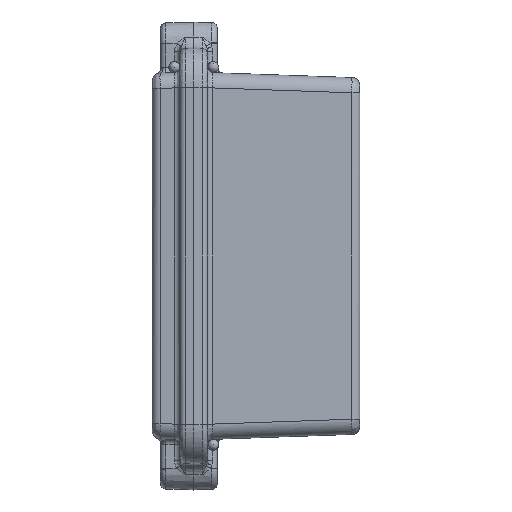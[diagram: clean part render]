
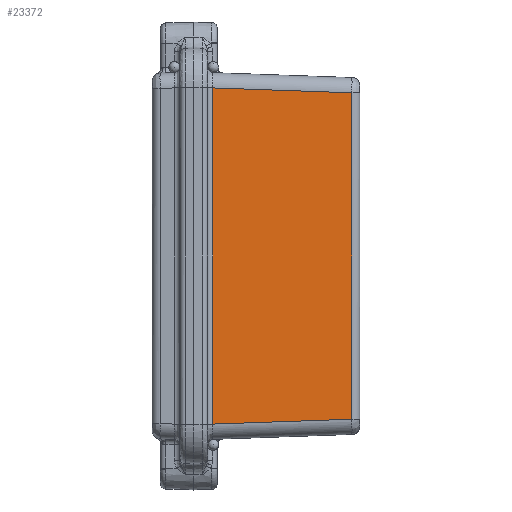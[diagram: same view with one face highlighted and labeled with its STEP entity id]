
A CAD part, left-side view. The second image highlights one B-rep face of the part: STEP entity #23372.
In plain terms, the highlighted planar face has unit normal (-0.999, -0.035, 0).
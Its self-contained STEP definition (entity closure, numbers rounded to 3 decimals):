
#225 = FACE_OUTER_BOUND ( 'NONE', #23375, .T. ) ;
#256 = DIRECTION ( 'NONE',  ( 0., 0., -1. ) ) ;
#257 = DIRECTION ( 'NONE',  ( -0.999, -0.035, 0. ) ) ;
#258 = CARTESIAN_POINT ( 'NONE',  ( -91.193, -5.927, 63.088 ) ) ;
#260 = AXIS2_PLACEMENT_3D ( 'NONE', #258, #257, #256 ) ;
#261 = PLANE ( 'NONE',  #260 ) ;
#511 = CARTESIAN_POINT ( 'NONE',  ( -91.158, -6.93, 0. ) ) ;
#512 = LINE ( 'NONE', #511, #560 ) ;
#555 = DIRECTION ( 'NONE',  ( 0.035, -0.999, 0.035 ) ) ;
#556 = VECTOR ( 'NONE', #555, 1000. ) ;
#557 = CARTESIAN_POINT ( 'NONE',  ( -90.284, -31.963, -59.787 ) ) ;
#558 = LINE ( 'NONE', #557, #556 ) ;
#559 = DIRECTION ( 'NONE',  ( 0., 0., 1. ) ) ;
#560 = VECTOR ( 'NONE', #559, 1000. ) ;
#23133 = EDGE_CURVE ( 'NONE', #23227, #23262, #42591, .T. ) ;
#23227 = VERTEX_POINT ( 'NONE', #42963 ) ;
#23262 = VERTEX_POINT ( 'NONE', #43054 ) ;
#23276 = ORIENTED_EDGE ( 'NONE', *, *, #23133, .T. ) ;
#23277 = ORIENTED_EDGE ( 'NONE', *, *, #23278, .T. ) ;
#23278 = EDGE_CURVE ( 'NONE', #23262, #23280, #43117, .T. ) ;
#23280 = VERTEX_POINT ( 'NONE', #43113 ) ;
#23282 = VERTEX_POINT ( 'NONE', #43111 ) ;
#23372 = ADVANCED_FACE ( 'NONE', ( #225 ), #261, .T. ) ;
#23375 = EDGE_LOOP ( 'NONE', ( #23276, #23277, #23527, #23529 ) ) ;
#23527 = ORIENTED_EDGE ( 'NONE', *, *, #23528, .F. ) ;
#23528 = EDGE_CURVE ( 'NONE', #23282, #23280, #512, .T. ) ;
#23529 = ORIENTED_EDGE ( 'NONE', *, *, #23534, .T. ) ;
#23534 = EDGE_CURVE ( 'NONE', #23282, #23227, #558, .T. ) ;
#42586 = DIRECTION ( 'NONE',  ( 0., 0., 1. ) ) ;
#42588 = VECTOR ( 'NONE', #42586, 1000. ) ;
#42589 = CARTESIAN_POINT ( 'NONE',  ( -89.406, -57.105, 0. ) ) ;
#42591 = LINE ( 'NONE', #42589, #42588 ) ;
#42963 = CARTESIAN_POINT ( 'NONE',  ( -89.406, -57.105, -58.909 ) ) ;
#43054 = CARTESIAN_POINT ( 'NONE',  ( -89.406, -57.105, 58.909 ) ) ;
#43111 = CARTESIAN_POINT ( 'NONE',  ( -91.158, -6.93, -60.661 ) ) ;
#43113 = CARTESIAN_POINT ( 'NONE',  ( -91.158, -6.93, 60.661 ) ) ;
#43114 = DIRECTION ( 'NONE',  ( -0.035, 0.999, 0.035 ) ) ;
#43115 = VECTOR ( 'NONE', #43114, 1000. ) ;
#43116 = CARTESIAN_POINT ( 'NONE',  ( -90.284, -31.963, 59.787 ) ) ;
#43117 = LINE ( 'NONE', #43116, #43115 ) ;
